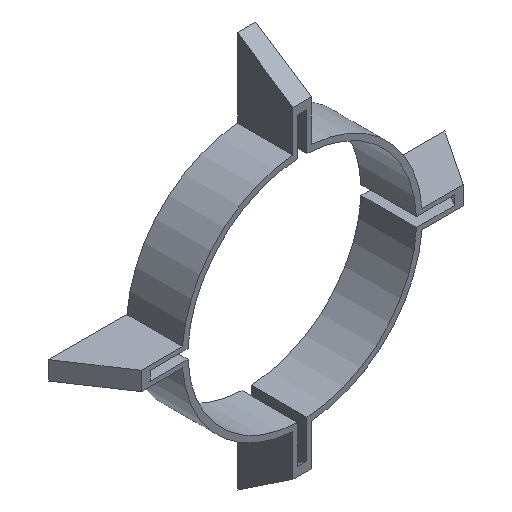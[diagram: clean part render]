
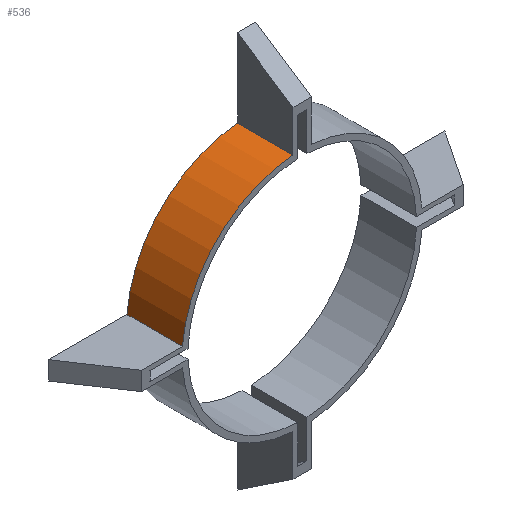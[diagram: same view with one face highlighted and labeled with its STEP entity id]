
A CAD part, isometric view. The second image highlights one B-rep face of the part: STEP entity #536.
In plain terms, the highlighted cylindrical face has radius 41.243 mm (diameter 82.486 mm), a partial arc.
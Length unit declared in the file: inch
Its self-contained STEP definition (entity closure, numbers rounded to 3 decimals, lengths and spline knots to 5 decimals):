
#44 = DIRECTION ( 'NONE',  ( 0., -1., 0. ) ) ;
#53 = CARTESIAN_POINT ( 'NONE',  ( -0.125, -0.92087, 1.61892 ) ) ;
#83 = EDGE_CURVE ( 'NONE', #869, #539, #710, .T. ) ;
#87 = CARTESIAN_POINT ( 'NONE',  ( -0.125, 2.25, 1.61892 ) ) ;
#101 = VECTOR ( 'NONE', #839, 39.37008 ) ;
#111 = CARTESIAN_POINT ( 'NONE',  ( -1.61892, -0.17087, 0.125 ) ) ;
#117 = CYLINDRICAL_SURFACE ( 'NONE', #930, 1.62374 ) ;
#127 = CARTESIAN_POINT ( 'NONE',  ( -1.61892, 2.25, 0.125 ) ) ;
#202 = ORIENTED_EDGE ( 'NONE', *, *, #1009, .T. ) ;
#265 = AXIS2_PLACEMENT_3D ( 'NONE', #280, #995, #323 ) ;
#280 = CARTESIAN_POINT ( 'NONE',  ( 0., -0.17087, 0. ) ) ;
#323 = DIRECTION ( 'NONE',  ( 0., 0., -1. ) ) ;
#339 = CARTESIAN_POINT ( 'NONE',  ( -1.61892, -0.92087, 0.125 ) ) ;
#372 = CIRCLE ( 'NONE', #265, 1.62374 ) ;
#379 = CARTESIAN_POINT ( 'NONE',  ( 0., 2.25, 0. ) ) ;
#390 = CARTESIAN_POINT ( 'NONE',  ( 0., -0.92087, 0. ) ) ;
#406 = VERTEX_POINT ( 'NONE', #339 ) ;
#460 = DIRECTION ( 'NONE',  ( 0., 0., -1. ) ) ;
#466 = DIRECTION ( 'NONE',  ( 0., 0., 1. ) ) ;
#536 = ADVANCED_FACE ( 'NONE', ( #1065 ), #117, .T. ) ;
#539 = VERTEX_POINT ( 'NONE', #733 ) ;
#686 = ORIENTED_EDGE ( 'NONE', *, *, #896, .T. ) ;
#710 = LINE ( 'NONE', #87, #919 ) ;
#714 = DIRECTION ( 'NONE',  ( 0., 1., 0. ) ) ;
#733 = CARTESIAN_POINT ( 'NONE',  ( -0.125, -0.17087, 1.61892 ) ) ;
#749 = ORIENTED_EDGE ( 'NONE', *, *, #83, .T. ) ;
#839 = DIRECTION ( 'NONE',  ( 0., -1., 0. ) ) ;
#869 = VERTEX_POINT ( 'NONE', #53 ) ;
#896 = EDGE_CURVE ( 'NONE', #539, #1001, #372, .T. ) ;
#919 = VECTOR ( 'NONE', #714, 39.37008 ) ;
#930 = AXIS2_PLACEMENT_3D ( 'NONE', #379, #44, #460 ) ;
#982 = EDGE_LOOP ( 'NONE', ( #749, #686, #202, #1031 ) ) ;
#995 = DIRECTION ( 'NONE',  ( 0., -1., 0. ) ) ;
#1001 = VERTEX_POINT ( 'NONE', #111 ) ;
#1009 = EDGE_CURVE ( 'NONE', #1001, #406, #1013, .T. ) ;
#1013 = LINE ( 'NONE', #127, #101 ) ;
#1018 = DIRECTION ( 'NONE',  ( 0., 1., 0. ) ) ;
#1031 = ORIENTED_EDGE ( 'NONE', *, *, #1105, .T. ) ;
#1032 = CIRCLE ( 'NONE', #1110, 1.62374 ) ;
#1065 = FACE_OUTER_BOUND ( 'NONE', #982, .T. ) ;
#1105 = EDGE_CURVE ( 'NONE', #406, #869, #1032, .T. ) ;
#1110 = AXIS2_PLACEMENT_3D ( 'NONE', #390, #1018, #466 ) ;
